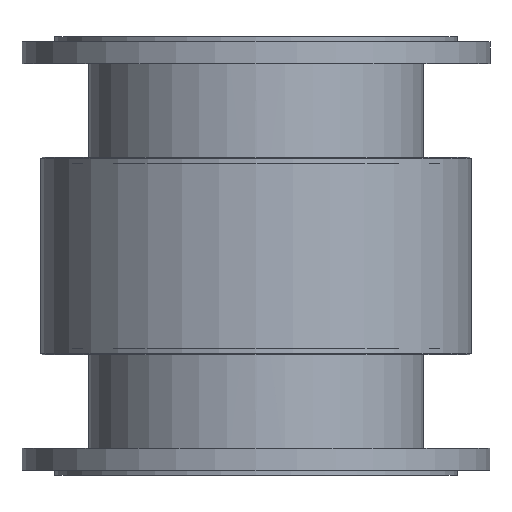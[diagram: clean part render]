
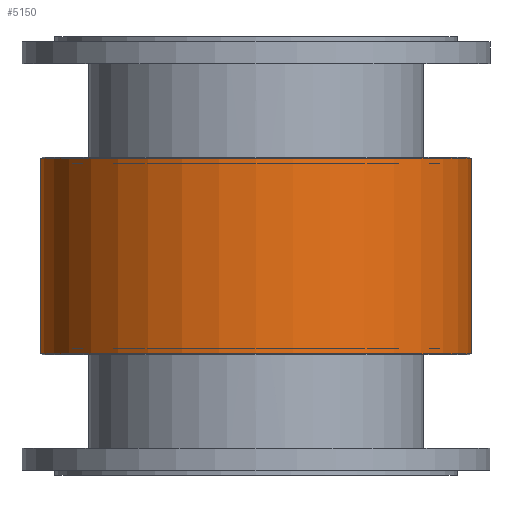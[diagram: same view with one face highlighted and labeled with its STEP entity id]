
A CAD part, front view. The second image highlights one B-rep face of the part: STEP entity #5150.
In plain terms, the highlighted cylindrical face has radius 294.5 mm (diameter 589 mm), a full revolution.
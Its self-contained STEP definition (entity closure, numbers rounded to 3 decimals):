
#130=B_SPLINE_CURVE_WITH_KNOTS('',3,(#8227,#8228,#8229,#8230,#8231,#8232,
#8233,#8234,#8235,#8236,#8237,#8238,#8239,#8240,#8241,#8242,#8243,#8244,
#8245,#8246,#8247,#8248,#8249,#8250,#8251,#8252,#8253,#8254,#8255,#8256,
#8257,#8258,#8259,#8260),.UNSPECIFIED.,.F.,.F.,(4,2,2,2,2,2,2,2,2,2,2,2,
2,2,2,2,4),(0.,0.377,0.754,1.13,1.507,
1.884,2.261,2.638,3.014,3.391,
3.768,4.145,4.522,4.899,5.275,
5.652,6.029),.UNSPECIFIED.);
#131=B_SPLINE_CURVE_WITH_KNOTS('',3,(#8261,#8262,#8263,#8264,#8265,#8266,
#8267,#8268,#8269,#8270,#8271,#8272,#8273,#8274,#8275,#8276,#8277,#8278,
#8279,#8280,#8281,#8282,#8283,#8284,#8285,#8286,#8287,#8288,#8289,#8290,
#8291,#8292,#8293,#8294),.UNSPECIFIED.,.F.,.F.,(4,2,2,2,2,2,2,2,2,2,2,2,
2,2,2,2,4),(6.029,6.406,6.783,7.159,
7.536,7.913,8.29,8.667,9.043,
9.42,9.797,10.174,10.551,10.928,
11.304,11.681,12.058),.UNSPECIFIED.);
#243=FACE_BOUND('',#1015,.T.);
#446=CYLINDRICAL_SURFACE('',#5605,294.5);
#611=FACE_OUTER_BOUND('',#1014,.T.);
#1014=EDGE_LOOP('',(#3686,#3687,#3688,#3689));
#1015=EDGE_LOOP('',(#3690,#3691));
#1341=LINE('',#8303,#1588);
#1588=VECTOR('',#6539,294.5);
#1893=CIRCLE('',#5603,294.5);
#1894=CIRCLE('',#5606,294.5);
#2246=VERTEX_POINT('',#8224);
#2247=VERTEX_POINT('',#8226);
#2248=VERTEX_POINT('',#8296);
#2249=VERTEX_POINT('',#8301);
#2771=EDGE_CURVE('',#2247,#2246,#130,.T.);
#2772=EDGE_CURVE('',#2246,#2247,#131,.T.);
#2773=EDGE_CURVE('',#2248,#2248,#1893,.T.);
#2775=EDGE_CURVE('',#2249,#2249,#1894,.T.);
#2776=EDGE_CURVE('',#2249,#2248,#1341,.T.);
#3686=ORIENTED_EDGE('',*,*,#2775,.F.);
#3687=ORIENTED_EDGE('',*,*,#2776,.T.);
#3688=ORIENTED_EDGE('',*,*,#2773,.F.);
#3689=ORIENTED_EDGE('',*,*,#2776,.F.);
#3690=ORIENTED_EDGE('',*,*,#2771,.T.);
#3691=ORIENTED_EDGE('',*,*,#2772,.T.);
#5150=ADVANCED_FACE('',(#611,#243),#446,.T.);
#5603=AXIS2_PLACEMENT_3D('',#8297,#6530,#6531);
#5605=AXIS2_PLACEMENT_3D('',#8300,#6535,#6536);
#5606=AXIS2_PLACEMENT_3D('',#8302,#6537,#6538);
#6530=DIRECTION('center_axis',(0.,0.,-1.));
#6531=DIRECTION('ref_axis',(1.,0.,0.));
#6535=DIRECTION('center_axis',(0.,0.,1.));
#6536=DIRECTION('ref_axis',(1.,0.,0.));
#6537=DIRECTION('center_axis',(0.,0.,1.));
#6538=DIRECTION('ref_axis',(1.,0.,0.));
#6539=DIRECTION('',(0.,0.,-1.));
#8224=CARTESIAN_POINT('',(2.037,297.791,0.));
#8226=CARTESIAN_POINT('',(-37.963,297.791,0.));
#8227=CARTESIAN_POINT('Ctrl Pts',(-37.963,297.791,0.));
#8228=CARTESIAN_POINT('Ctrl Pts',(-37.963,297.791,-1.256));
#8229=CARTESIAN_POINT('Ctrl Pts',(-37.843,297.8,-2.555));
#8230=CARTESIAN_POINT('Ctrl Pts',(-37.336,297.833,-5.138));
#8231=CARTESIAN_POINT('Ctrl Pts',(-36.95,297.859,-6.423));
#8232=CARTESIAN_POINT('Ctrl Pts',(-35.93,297.923,-8.887));
#8233=CARTESIAN_POINT('Ctrl Pts',(-35.294,297.962,-10.068));
#8234=CARTESIAN_POINT('Ctrl Pts',(-33.826,298.045,-12.252));
#8235=CARTESIAN_POINT('Ctrl Pts',(-32.993,298.089,-13.254));
#8236=CARTESIAN_POINT('Ctrl Pts',(-31.217,298.174,-15.03));
#8237=CARTESIAN_POINT('Ctrl Pts',(-30.214,298.218,-15.863));
#8238=CARTESIAN_POINT('Ctrl Pts',(-28.03,298.301,-17.331));
#8239=CARTESIAN_POINT('Ctrl Pts',(-26.849,298.34,-17.967));
#8240=CARTESIAN_POINT('Ctrl Pts',(-24.386,298.404,-18.987));
#8241=CARTESIAN_POINT('Ctrl Pts',(-23.101,298.429,-19.373));
#8242=CARTESIAN_POINT('Ctrl Pts',(-20.518,298.463,-19.88));
#8243=CARTESIAN_POINT('Ctrl Pts',(-19.219,298.471,-20.));
#8244=CARTESIAN_POINT('Ctrl Pts',(-16.707,298.471,-20.));
#8245=CARTESIAN_POINT('Ctrl Pts',(-15.408,298.463,-19.88));
#8246=CARTESIAN_POINT('Ctrl Pts',(-12.825,298.429,-19.373));
#8247=CARTESIAN_POINT('Ctrl Pts',(-11.54,298.404,-18.987));
#8248=CARTESIAN_POINT('Ctrl Pts',(-9.076,298.34,-17.967));
#8249=CARTESIAN_POINT('Ctrl Pts',(-7.895,298.301,-17.331));
#8250=CARTESIAN_POINT('Ctrl Pts',(-5.711,298.218,-15.863));
#8251=CARTESIAN_POINT('Ctrl Pts',(-4.708,298.174,-15.03));
#8252=CARTESIAN_POINT('Ctrl Pts',(-2.933,298.089,-13.254));
#8253=CARTESIAN_POINT('Ctrl Pts',(-2.1,298.045,-12.252));
#8254=CARTESIAN_POINT('Ctrl Pts',(-0.631,297.962,-10.068));
#8255=CARTESIAN_POINT('Ctrl Pts',(0.004,297.923,
-8.887));
#8256=CARTESIAN_POINT('Ctrl Pts',(1.025,297.859,-6.423));
#8257=CARTESIAN_POINT('Ctrl Pts',(1.411,297.833,-5.138));
#8258=CARTESIAN_POINT('Ctrl Pts',(1.917,297.8,-2.555));
#8259=CARTESIAN_POINT('Ctrl Pts',(2.037,297.791,-1.256));
#8260=CARTESIAN_POINT('Ctrl Pts',(2.037,297.791,0.));
#8261=CARTESIAN_POINT('Ctrl Pts',(2.037,297.791,0.));
#8262=CARTESIAN_POINT('Ctrl Pts',(2.037,297.791,1.256));
#8263=CARTESIAN_POINT('Ctrl Pts',(1.917,297.8,2.555));
#8264=CARTESIAN_POINT('Ctrl Pts',(1.411,297.833,5.138));
#8265=CARTESIAN_POINT('Ctrl Pts',(1.025,297.859,6.423));
#8266=CARTESIAN_POINT('Ctrl Pts',(0.004,297.923,8.887));
#8267=CARTESIAN_POINT('Ctrl Pts',(-0.631,297.962,10.068));
#8268=CARTESIAN_POINT('Ctrl Pts',(-2.1,298.045,12.252));
#8269=CARTESIAN_POINT('Ctrl Pts',(-2.933,298.089,13.254));
#8270=CARTESIAN_POINT('Ctrl Pts',(-4.708,298.174,15.03));
#8271=CARTESIAN_POINT('Ctrl Pts',(-5.711,298.218,15.863));
#8272=CARTESIAN_POINT('Ctrl Pts',(-7.895,298.301,17.331));
#8273=CARTESIAN_POINT('Ctrl Pts',(-9.076,298.34,17.967));
#8274=CARTESIAN_POINT('Ctrl Pts',(-11.54,298.404,18.987));
#8275=CARTESIAN_POINT('Ctrl Pts',(-12.825,298.429,19.373));
#8276=CARTESIAN_POINT('Ctrl Pts',(-15.408,298.463,19.88));
#8277=CARTESIAN_POINT('Ctrl Pts',(-16.707,298.471,20.));
#8278=CARTESIAN_POINT('Ctrl Pts',(-19.219,298.471,20.));
#8279=CARTESIAN_POINT('Ctrl Pts',(-20.518,298.463,19.88));
#8280=CARTESIAN_POINT('Ctrl Pts',(-23.101,298.429,19.373));
#8281=CARTESIAN_POINT('Ctrl Pts',(-24.386,298.404,18.987));
#8282=CARTESIAN_POINT('Ctrl Pts',(-26.849,298.34,17.967));
#8283=CARTESIAN_POINT('Ctrl Pts',(-28.03,298.301,17.331));
#8284=CARTESIAN_POINT('Ctrl Pts',(-30.214,298.218,15.863));
#8285=CARTESIAN_POINT('Ctrl Pts',(-31.217,298.174,15.03));
#8286=CARTESIAN_POINT('Ctrl Pts',(-32.993,298.089,13.254));
#8287=CARTESIAN_POINT('Ctrl Pts',(-33.826,298.045,12.252));
#8288=CARTESIAN_POINT('Ctrl Pts',(-35.294,297.962,10.068));
#8289=CARTESIAN_POINT('Ctrl Pts',(-35.93,297.923,8.887));
#8290=CARTESIAN_POINT('Ctrl Pts',(-36.95,297.859,6.423));
#8291=CARTESIAN_POINT('Ctrl Pts',(-37.336,297.833,5.138));
#8292=CARTESIAN_POINT('Ctrl Pts',(-37.843,297.8,2.555));
#8293=CARTESIAN_POINT('Ctrl Pts',(-37.963,297.791,1.256));
#8294=CARTESIAN_POINT('Ctrl Pts',(-37.963,297.791,0.));
#8296=CARTESIAN_POINT('',(-312.463,3.971,-133.5));
#8297=CARTESIAN_POINT('Origin',(-17.963,3.971,-133.5));
#8300=CARTESIAN_POINT('Origin',(-17.963,3.971,0.));
#8301=CARTESIAN_POINT('',(-312.463,3.971,133.5));
#8302=CARTESIAN_POINT('Origin',(-17.963,3.971,133.5));
#8303=CARTESIAN_POINT('',(-312.463,3.971,0.));
